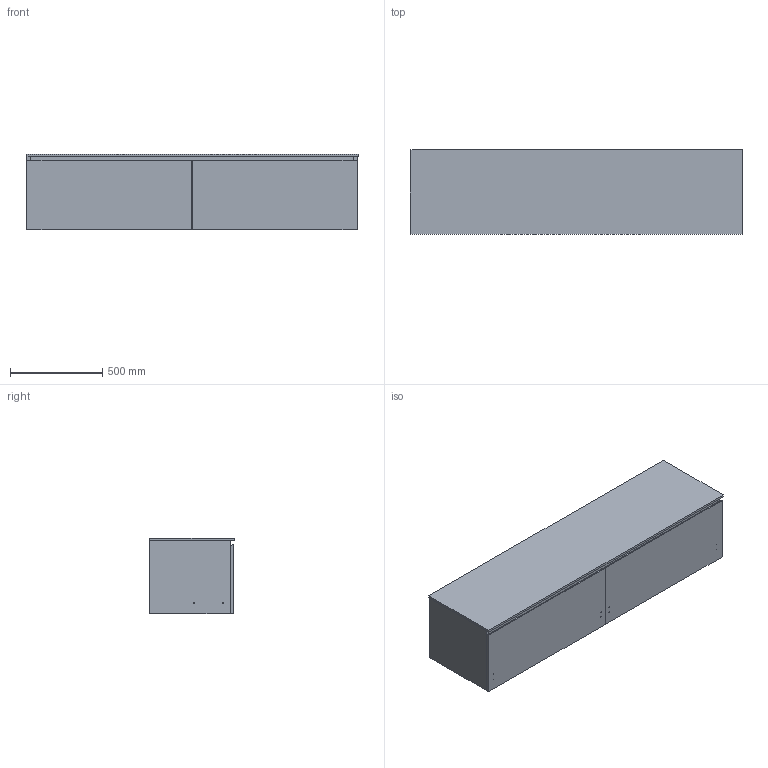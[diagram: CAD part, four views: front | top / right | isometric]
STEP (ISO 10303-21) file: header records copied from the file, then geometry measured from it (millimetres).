
FILE_DESCRIPTION (( 'STEP AP214' ), '1' );
FILE_NAME ('Kado Arc SD Corian Top 1800 DBowl.STEP', '2019-12-06T03:35:34', ( '' ), ( '' ), 'SwSTEP 2.0', 'SolidWorks 2017', '' );
FILE_SCHEMA (( 'AUTOMOTIVE_DESIGN' ));
Length unit declared in the file: millimetre
Products named in the file (22): P0Bottom_Genesis 1D; Partition_P0Genesis 1D; P0Back_Genesis 1D; P0FACTIR_Drawer_Genesis 1D_1_D‚faut; P0COGTIR_PRF 350; FONDTIR_Drawer_P0Genesis 1D_1_D‚faut; P0ARTIR_Drawer_Genesis 1D_1L_D‚faut; P0Left_Genesis 1D; ARTIR_Drawer_P0Genesis 1D_1 L_D‚faut; FACTIR_Drawer_P0Genesis 1D_1_D‚faut; P0ARTIR_Drawer_Genesis 1D_1_D‚faut; Part8^Kado Arc SD Corian Top 1800 DBowl; P0CODTIR_PRF 350; P0Front_Genesis 1D; Drawer_P0Genesis 1D_1_350; ARTIR_Drawer_P0Genesis 1D_1_D‚faut; Kado Arc SD Corian Top 1800 DBowl; P0Right_Genesis 1D; P0FONDTIR_Drawer_Genesis 1D_1_D‚faut; COGTIR_PRF 350; CODTIR_PRF 350; P0Drawer_Genesis 1D_1_350
Assembly tree (21 placements, depth 3):
  Kado Arc SD Corian Top 1800 DBowl
    P0Left_Genesis 1D
    P0Right_Genesis 1D
    P0Bottom_Genesis 1D
    P0Back_Genesis 1D
    P0Front_Genesis 1D
    P0Drawer_Genesis 1D_1_350
      P0COGTIR_PRF 350
      P0CODTIR_PRF 350
      P0FONDTIR_Drawer_Genesis 1D_1_D‚faut
      P0ARTIR_Drawer_Genesis 1D_1_D‚faut
      P0FACTIR_Drawer_Genesis 1D_1_D‚faut
    P0ARTIR_Drawer_Genesis 1D_1L_D‚faut
    Partition_P0Genesis 1D
    Drawer_P0Genesis 1D_1_350
      COGTIR_PRF 350
      CODTIR_PRF 350
      FONDTIR_Drawer_P0Genesis 1D_1_D‚faut
      ARTIR_Drawer_P0Genesis 1D_1_D‚faut
      FACTIR_Drawer_P0Genesis 1D_1_D‚faut
    ARTIR_Drawer_P0Genesis 1D_1 L_D‚faut
    Part8^Kado Arc SD Corian Top 1800 DBowl
Bounding box: 1800 x 460 x 412 mm (x, y, z)
Volume: 68316955.4 mm3; surface area: 10286302.6 mm2
Topology: 35 solids, 35 shells, 1330 faces, 3670 edges, 2432 vertices
Faces by surface type: plane 693, cylinder 637
Entity records: 44214 total; most frequent: DIRECTION 7704, CARTESIAN_POINT 7458, ORIENTED_EDGE 7340, EDGE_CURVE 3670, AXIS2_PLACEMENT_3D 2678, VERTEX_POINT 2432, VECTOR 2348, LINE 2348
